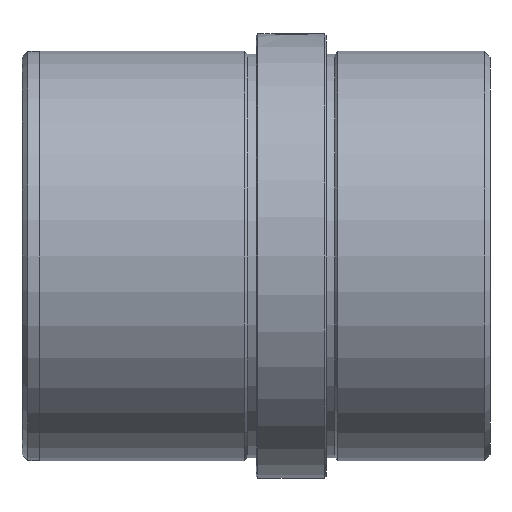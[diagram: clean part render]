
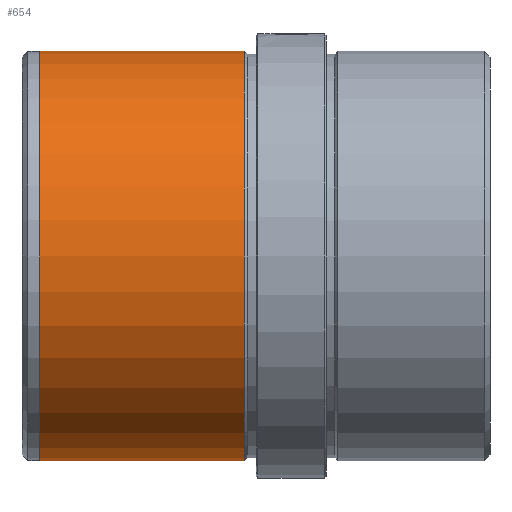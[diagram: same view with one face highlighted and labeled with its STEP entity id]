
A CAD part, left-side view. The second image highlights one B-rep face of the part: STEP entity #654.
In plain terms, the highlighted cylindrical face has radius 35 mm (diameter 70 mm), a partial arc.
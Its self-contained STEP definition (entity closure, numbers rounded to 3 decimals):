
#8 = DIRECTION ( 'NONE',  ( 0., 0., -1. ) ) ;
#102 = CARTESIAN_POINT ( 'NONE',  ( 0., 0., -35. ) ) ;
#135 = AXIS2_PLACEMENT_3D ( 'NONE', #737, #1865, #894 ) ;
#173 = DIRECTION ( 'NONE',  ( 0., 0., -1. ) ) ;
#235 = ORIENTED_EDGE ( 'NONE', *, *, #1232, .F. ) ;
#308 = LINE ( 'NONE', #1245, #1079 ) ;
#314 = EDGE_LOOP ( 'NONE', ( #742, #1955, #735, #235 ) ) ;
#462 = EDGE_CURVE ( 'NONE', #1492, #1830, #1505, .T. ) ;
#483 = VERTEX_POINT ( 'NONE', #744 ) ;
#654 = ADVANCED_FACE ( 'NONE', ( #820 ), #1951, .T. ) ;
#735 = ORIENTED_EDGE ( 'NONE', *, *, #1803, .T. ) ;
#737 = CARTESIAN_POINT ( 'NONE',  ( 0., 77., 0. ) ) ;
#742 = ORIENTED_EDGE ( 'NONE', *, *, #1065, .F. ) ;
#744 = CARTESIAN_POINT ( 'NONE',  ( 0., 42., -35. ) ) ;
#775 = DIRECTION ( 'NONE',  ( 0., -1., 0. ) ) ;
#815 = VECTOR ( 'NONE', #1883, 1000. ) ;
#820 = FACE_OUTER_BOUND ( 'NONE', #314, .T. ) ;
#865 = LINE ( 'NONE', #102, #815 ) ;
#894 = DIRECTION ( 'NONE',  ( 0., 0., -1. ) ) ;
#980 = DIRECTION ( 'NONE',  ( 0., -1., 0. ) ) ;
#987 = DIRECTION ( 'NONE',  ( 0., -1., 0. ) ) ;
#1065 = EDGE_CURVE ( 'NONE', #1492, #2033, #308, .T. ) ;
#1079 = VECTOR ( 'NONE', #775, 1000. ) ;
#1084 = CARTESIAN_POINT ( 'NONE',  ( 0., 77., -35. ) ) ;
#1232 = EDGE_CURVE ( 'NONE', #2033, #483, #1288, .T. ) ;
#1242 = AXIS2_PLACEMENT_3D ( 'NONE', #1952, #987, #8 ) ;
#1245 = CARTESIAN_POINT ( 'NONE',  ( 0., 0., 35. ) ) ;
#1288 = CIRCLE ( 'NONE', #1242, 35. ) ;
#1460 = CARTESIAN_POINT ( 'NONE',  ( 0., 0., 0. ) ) ;
#1492 = VERTEX_POINT ( 'NONE', #1945 ) ;
#1505 = CIRCLE ( 'NONE', #135, 35. ) ;
#1803 = EDGE_CURVE ( 'NONE', #1830, #483, #865, .T. ) ;
#1830 = VERTEX_POINT ( 'NONE', #1084 ) ;
#1865 = DIRECTION ( 'NONE',  ( 0., -1., 0. ) ) ;
#1870 = AXIS2_PLACEMENT_3D ( 'NONE', #1460, #980, #173 ) ;
#1883 = DIRECTION ( 'NONE',  ( 0., -1., 0. ) ) ;
#1926 = CARTESIAN_POINT ( 'NONE',  ( 0., 42., 35. ) ) ;
#1945 = CARTESIAN_POINT ( 'NONE',  ( 0., 77., 35. ) ) ;
#1951 = CYLINDRICAL_SURFACE ( 'NONE', #1870, 35. ) ;
#1952 = CARTESIAN_POINT ( 'NONE',  ( 0., 42., 0. ) ) ;
#1955 = ORIENTED_EDGE ( 'NONE', *, *, #462, .T. ) ;
#2033 = VERTEX_POINT ( 'NONE', #1926 ) ;
